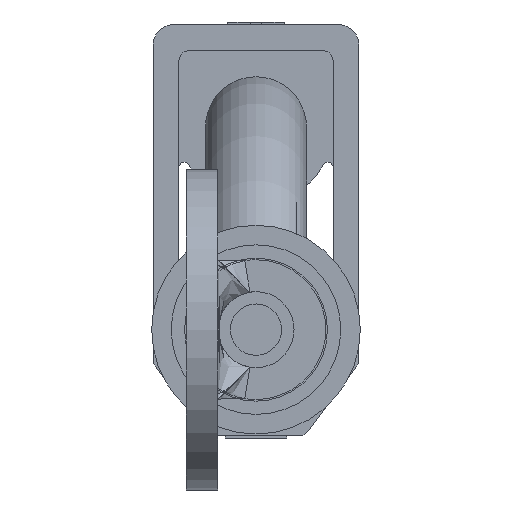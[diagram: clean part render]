
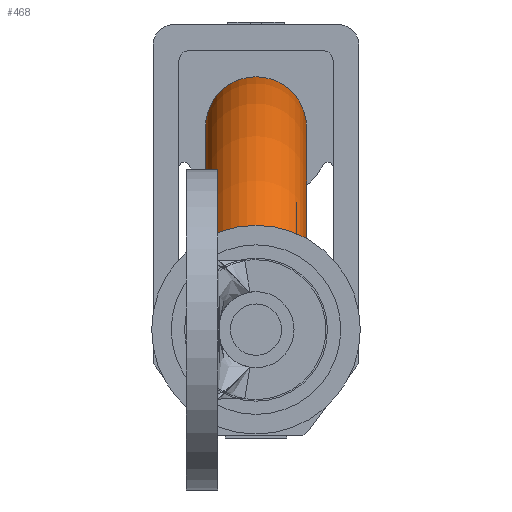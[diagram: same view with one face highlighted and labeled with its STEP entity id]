
A CAD part, front view. The second image highlights one B-rep face of the part: STEP entity #468.
In plain terms, the highlighted toroidal (fillet/blend) face has major radius 11.573 mm and minor radius 1.25 mm.
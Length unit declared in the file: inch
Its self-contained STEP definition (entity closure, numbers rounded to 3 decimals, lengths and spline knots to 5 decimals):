
#27 = CARTESIAN_POINT ( 'NONE',  ( 0.12597, 0.00416, 0.49256 ) ) ;
#35 = EDGE_CURVE ( 'NONE', #6802, #1646, #6543, .T. ) ;
#247 = CARTESIAN_POINT ( 'NONE',  ( 0.45561, -0.04921, 0.11024 ) ) ;
#255 = DIRECTION ( 'NONE',  ( 0., 0., 1. ) ) ;
#468 = ADVANCED_FACE ( 'NONE', ( #5943 ), #3351, .T. ) ;
#486 = AXIS2_PLACEMENT_3D ( 'NONE', #5411, #6578, #255 ) ;
#628 = CARTESIAN_POINT ( 'NONE',  ( 0.12911, -0.01546, 0.4922 ) ) ;
#998 = ORIENTED_EDGE ( 'NONE', *, *, #1424, .T. ) ;
#1112 = CARTESIAN_POINT ( 'NONE',  ( 0.19685, 0.04921, 0.48524 ) ) ;
#1192 = CARTESIAN_POINT ( 'NONE',  ( 0.16551, 0.0449, 0.4883 ) ) ;
#1424 = EDGE_CURVE ( 'NONE', #4958, #1699, #2031, .T. ) ;
#1583 = ORIENTED_EDGE ( 'NONE', *, *, #35, .F. ) ;
#1591 = EDGE_LOOP ( 'NONE', ( #998, #6232, #1583, #6728 ) ) ;
#1644 = CARTESIAN_POINT ( 'NONE',  ( 0.12594, -0.00391, 0.49256 ) ) ;
#1646 = VERTEX_POINT ( 'NONE', #2084 ) ;
#1699 = VERTEX_POINT ( 'NONE', #4452 ) ;
#1712 = CARTESIAN_POINT ( 'NONE',  ( 0.13112, 0.01933, 0.49198 ) ) ;
#1829 = DIRECTION ( 'NONE',  ( -1., 0., 0. ) ) ;
#1895 = DIRECTION ( 'NONE',  ( 0., 1., 0. ) ) ;
#1968 = DIRECTION ( 'NONE',  ( -1., 0., 0. ) ) ;
#2031 = CIRCLE ( 'NONE', #6909, 0.45561 ) ;
#2084 = CARTESIAN_POINT ( 'NONE',  ( 0.19685, 0.04921, 0.48524 ) ) ;
#2194 = CIRCLE ( 'NONE', #6358, 0.04921 ) ;
#2326 = CARTESIAN_POINT ( 'NONE',  ( 0.13575, 0.02587, 0.49147 ) ) ;
#2445 = CARTESIAN_POINT ( 'NONE',  ( 0.45561, 0.04921, 0.11024 ) ) ;
#2854 = CARTESIAN_POINT ( 'NONE',  ( 0.131, -0.01911, 0.49199 ) ) ;
#2920 = CARTESIAN_POINT ( 'NONE',  ( 0.181, 0.04843, 0.48675 ) ) ;
#3351 = TOROIDAL_SURFACE ( 'NONE', #486, 0.45561, 0.04921 ) ;
#3444 = CARTESIAN_POINT ( 'NONE',  ( 0.15782, -0.0421, 0.4891 ) ) ;
#3481 = CARTESIAN_POINT ( 'NONE',  ( 0.13782, -0.02888, 0.49124 ) ) ;
#3696 = DIRECTION ( 'NONE',  ( 1., 0., 0. ) ) ;
#3771 = B_SPLINE_CURVE_WITH_KNOTS ( 'NONE', 3,
 ( #6864, #4479, #6770, #4069, #3444, #5146, #3481, #2854, #628, #4584, #1644, #27, #4031, #6309, #1712, #2326, #5187, #5109, #5722, #3990, #1192, #2920, #6277, #1112 ),
 .UNSPECIFIED., .F., .F.,
 ( 4, 2, 2, 2, 2, 2, 2, 2, 2, 2, 2, 4 ),
 ( -0.00001, 0.0006, 0.00121, 0.00182, 0.00212, 0.00243, 0.00273, 0.00303, 0.00334, 0.00364, 0.00425, 0.00486 ),
 .UNSPECIFIED. ) ;
#3844 = DIRECTION ( 'NONE',  ( 0., 0., 1. ) ) ;
#3851 = CARTESIAN_POINT ( 'NONE',  ( 0., -0.04921, 0.11024 ) ) ;
#3990 = CARTESIAN_POINT ( 'NONE',  ( 0.15802, 0.04218, 0.48908 ) ) ;
#4031 = CARTESIAN_POINT ( 'NONE',  ( 0.12664, 0.00809, 0.49248 ) ) ;
#4069 = CARTESIAN_POINT ( 'NONE',  ( 0.16538, -0.04486, 0.48832 ) ) ;
#4452 = CARTESIAN_POINT ( 'NONE',  ( 0.19685, -0.04921, 0.48524 ) ) ;
#4479 = CARTESIAN_POINT ( 'NONE',  ( 0.18889, -0.04921, 0.48599 ) ) ;
#4584 = CARTESIAN_POINT ( 'NONE',  ( 0.12661, -0.00791, 0.49249 ) ) ;
#4745 = EDGE_CURVE ( 'NONE', #1699, #1646, #3771, .T. ) ;
#4958 = VERTEX_POINT ( 'NONE', #3851 ) ;
#5109 = CARTESIAN_POINT ( 'NONE',  ( 0.14439, 0.03395, 0.49052 ) ) ;
#5146 = CARTESIAN_POINT ( 'NONE',  ( 0.14407, -0.03415, 0.49055 ) ) ;
#5187 = CARTESIAN_POINT ( 'NONE',  ( 0.13844, 0.02876, 0.49117 ) ) ;
#5411 = CARTESIAN_POINT ( 'NONE',  ( 0.45561, 0., 0.11024 ) ) ;
#5722 = CARTESIAN_POINT ( 'NONE',  ( 0.1477, 0.03626, 0.49017 ) ) ;
#5943 = FACE_OUTER_BOUND ( 'NONE', #1591, .T. ) ;
#6076 = CARTESIAN_POINT ( 'NONE',  ( 0., 0., 0.11024 ) ) ;
#6147 = CARTESIAN_POINT ( 'NONE',  ( 0., 0.04921, 0.11024 ) ) ;
#6232 = ORIENTED_EDGE ( 'NONE', *, *, #4745, .T. ) ;
#6277 = CARTESIAN_POINT ( 'NONE',  ( 0.18889, 0.04921, 0.48599 ) ) ;
#6309 = CARTESIAN_POINT ( 'NONE',  ( 0.12924, 0.01575, 0.49219 ) ) ;
#6358 = AXIS2_PLACEMENT_3D ( 'NONE', #6076, #3844, #3696 ) ;
#6543 = CIRCLE ( 'NONE', #6879, 0.45561 ) ;
#6578 = DIRECTION ( 'NONE',  ( 0., 1., 0. ) ) ;
#6634 = EDGE_CURVE ( 'NONE', #6802, #4958, #2194, .T. ) ;
#6728 = ORIENTED_EDGE ( 'NONE', *, *, #6634, .T. ) ;
#6770 = CARTESIAN_POINT ( 'NONE',  ( 0.18089, -0.04841, 0.48677 ) ) ;
#6802 = VERTEX_POINT ( 'NONE', #6147 ) ;
#6864 = CARTESIAN_POINT ( 'NONE',  ( 0.19685, -0.04921, 0.48524 ) ) ;
#6879 = AXIS2_PLACEMENT_3D ( 'NONE', #2445, #6948, #1829 ) ;
#6909 = AXIS2_PLACEMENT_3D ( 'NONE', #247, #1895, #1968 ) ;
#6948 = DIRECTION ( 'NONE',  ( 0., 1., 0. ) ) ;
